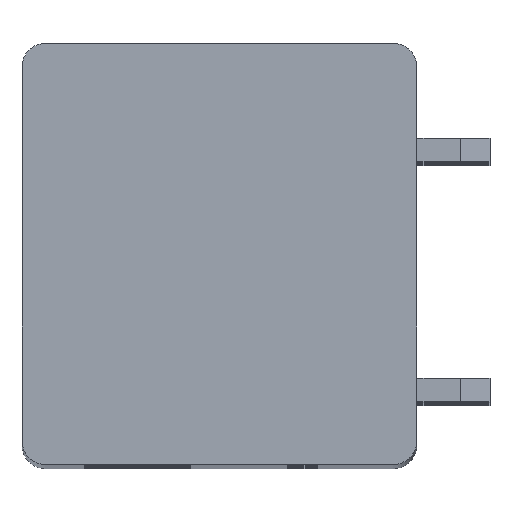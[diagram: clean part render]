
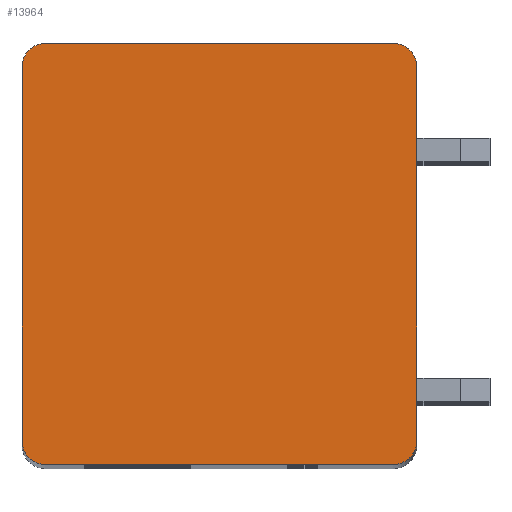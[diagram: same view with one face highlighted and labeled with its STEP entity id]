
A CAD part, top view. The second image highlights one B-rep face of the part: STEP entity #13964.
In plain terms, the highlighted planar face has unit normal (0, 0, 1).
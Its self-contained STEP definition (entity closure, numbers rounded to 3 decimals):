
#2149=CARTESIAN_POINT('',(-5.95,6.4,2.5));
#2150=DIRECTION('',(0.,0.,1.));
#2151=DIRECTION('',(0.,1.,0.));
#2152=AXIS2_PLACEMENT_3D('',#2149,#2150,#2151);
#2154=DIRECTION('',(-1.,0.,0.));
#2155=VECTOR('',#2154,11.9);
#2156=CARTESIAN_POINT('',(5.95,7.2,2.5));
#2157=LINE('',#2156,#2155);
#2158=CARTESIAN_POINT('',(5.95,6.4,2.5));
#2159=DIRECTION('',(0.,0.,1.));
#2160=DIRECTION('',(1.,0.,0.));
#2161=AXIS2_PLACEMENT_3D('',#2158,#2159,#2160);
#2163=DIRECTION('',(0.,1.,0.));
#2164=VECTOR('',#2163,12.8);
#2165=CARTESIAN_POINT('',(6.75,-6.4,2.5));
#2166=LINE('',#2165,#2164);
#2167=CARTESIAN_POINT('',(5.95,-6.4,2.5));
#2168=DIRECTION('',(0.,0.,1.));
#2169=DIRECTION('',(0.,-1.,0.));
#2170=AXIS2_PLACEMENT_3D('',#2167,#2168,#2169);
#2172=DIRECTION('',(1.,0.,0.));
#2173=VECTOR('',#2172,11.9);
#2174=CARTESIAN_POINT('',(-5.95,-7.2,2.5));
#2175=LINE('',#2174,#2173);
#2176=CARTESIAN_POINT('',(-5.95,-6.4,2.5));
#2177=DIRECTION('',(0.,0.,1.));
#2178=DIRECTION('',(-1.,0.,0.));
#2179=AXIS2_PLACEMENT_3D('',#2176,#2177,#2178);
#2181=DIRECTION('',(0.,-1.,0.));
#2182=VECTOR('',#2181,12.8);
#2183=CARTESIAN_POINT('',(-6.75,6.4,2.5));
#2184=LINE('',#2183,#2182);
#10093=CARTESIAN_POINT('',(-5.95,7.2,2.5));
#10094=VERTEX_POINT('',#10093);
#10095=CARTESIAN_POINT('',(-6.75,6.4,2.5));
#10096=VERTEX_POINT('',#10095);
#10101=CARTESIAN_POINT('',(6.75,6.4,2.5));
#10102=VERTEX_POINT('',#10101);
#10103=CARTESIAN_POINT('',(5.95,7.2,2.5));
#10104=VERTEX_POINT('',#10103);
#10109=CARTESIAN_POINT('',(-6.75,-6.4,2.5));
#10110=VERTEX_POINT('',#10109);
#10111=CARTESIAN_POINT('',(-5.95,-7.2,2.5));
#10112=VERTEX_POINT('',#10111);
#10117=CARTESIAN_POINT('',(5.95,-7.2,2.5));
#10118=VERTEX_POINT('',#10117);
#10119=CARTESIAN_POINT('',(6.75,-6.4,2.5));
#10120=VERTEX_POINT('',#10119);
#13949=CARTESIAN_POINT('',(0.,0.,2.5));
#13950=DIRECTION('',(0.,0.,1.));
#13951=DIRECTION('',(1.,0.,0.));
#13952=AXIS2_PLACEMENT_3D('',#13949,#13950,#13951);
#13953=PLANE('',#13952);
#13954=ORIENTED_EDGE('',*,*,#12693,.F.);
#13955=ORIENTED_EDGE('',*,*,#12709,.F.);
#13956=ORIENTED_EDGE('',*,*,#13106,.F.);
#13957=ORIENTED_EDGE('',*,*,#13121,.F.);
#13958=ORIENTED_EDGE('',*,*,#13454,.F.);
#13959=ORIENTED_EDGE('',*,*,#13467,.F.);
#13960=ORIENTED_EDGE('',*,*,#13930,.F.);
#13961=ORIENTED_EDGE('',*,*,#13942,.F.);
#13962=EDGE_LOOP('',(#13954,#13955,#13956,#13957,#13958,#13959,#13960,#13961));
#13963=FACE_OUTER_BOUND('',#13962,.F.);
#2153=CIRCLE('',#2152,0.8);
#2162=CIRCLE('',#2161,0.8);
#2171=CIRCLE('',#2170,0.8);
#2180=CIRCLE('',#2179,0.8);
#12693=EDGE_CURVE('',#10094,#10096,#2153,.T.);
#12709=EDGE_CURVE('',#10104,#10094,#2157,.T.);
#13106=EDGE_CURVE('',#10102,#10104,#2162,.T.);
#13121=EDGE_CURVE('',#10120,#10102,#2166,.T.);
#13454=EDGE_CURVE('',#10118,#10120,#2171,.T.);
#13467=EDGE_CURVE('',#10112,#10118,#2175,.T.);
#13930=EDGE_CURVE('',#10110,#10112,#2180,.T.);
#13942=EDGE_CURVE('',#10096,#10110,#2184,.T.);
#13964=ADVANCED_FACE('',(#13963),#13953,.T.);
